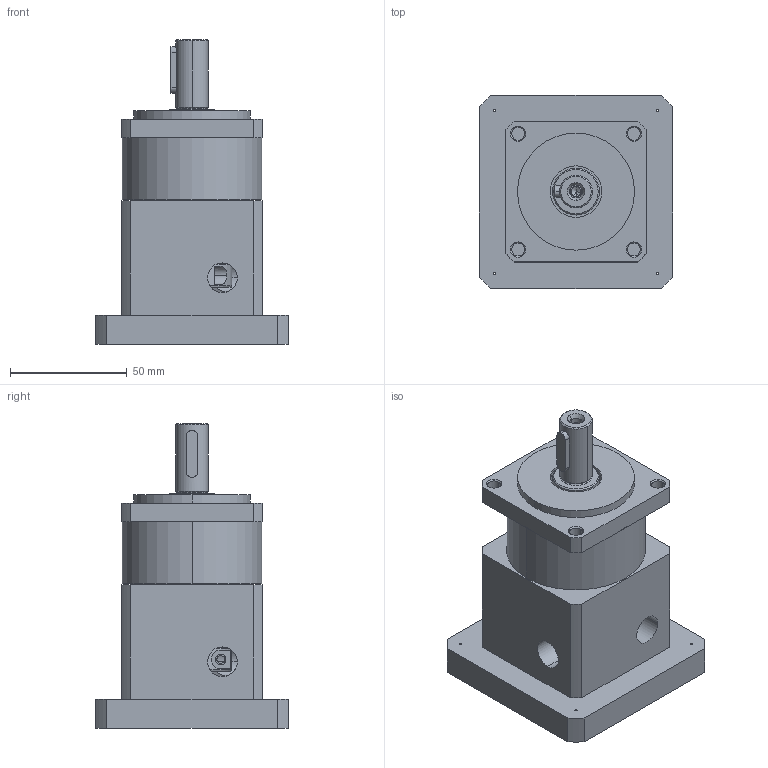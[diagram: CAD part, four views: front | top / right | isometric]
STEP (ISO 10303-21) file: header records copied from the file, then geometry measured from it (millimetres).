
FILE_DESCRIPTION(('HOOPS Exchange Step'),'2;1');
FILE_NAME('export-EFE1AE88-A8B9-4A9E-A05C-D72ACF553F81.stp','2022-08-08T16:45:04+02:00',('User'),('Alibre'),'HOOPS Exchange 2021.0','Alibre','Unknown authorisation');
FILE_SCHEMA( ('AP242_MANAGED_MODEL_BASED_3D_ENGINEERING_MIM_LF {1 0 10303 442 1 1 4 }') );
Length unit declared in the file: millimetre
Products named in the file (9): 3988 DCNC-PG-F60 I=5 Planetary Gearbox (60x60mm  NEMA34) 06; 3988 DCNC-PG-F60 I=5 Planetary Gearbox (60x60mm  NEMA34) 07; 3988 DCNC-PG-F60 I=5 Planetary Gearbox (60x60mm  NEMA34) 02; 3988 DCNC-PG-F60 I=5 Planetary Gearbox (60x60mm  NEMA34) 05; 3988 DCNC-PG-F60 I=5 Planetary Gearbox (60x60mm  NEMA34) 03; 3988 DCNC-PG-F60 I=5 Planetary Gearbox (60x60mm  NEMA34) 04; 3988 DCNC-PG-F60 I=5 Planetary Gearbox (60x60mm  NEMA34) 01; DIN 912 metric bolts M5x12; 3988 DCNC-PG-F60 I=5 Planetary Gearbox (60x60mm  NEMA34)
Assembly tree (11 placements, depth 2):
  3988 DCNC-PG-F60 I=5 Planetary Gearbox (60x60mm  NEMA34)
    3988 DCNC-PG-F60 I=5 Planetary Gearbox (60x60mm  NEMA34) 06
    3988 DCNC-PG-F60 I=5 Planetary Gearbox (60x60mm  NEMA34) 07
    3988 DCNC-PG-F60 I=5 Planetary Gearbox (60x60mm  NEMA34) 02
    3988 DCNC-PG-F60 I=5 Planetary Gearbox (60x60mm  NEMA34) 05
    3988 DCNC-PG-F60 I=5 Planetary Gearbox (60x60mm  NEMA34) 03
    3988 DCNC-PG-F60 I=5 Planetary Gearbox (60x60mm  NEMA34) 04
    3988 DCNC-PG-F60 I=5 Planetary Gearbox (60x60mm  NEMA34) 01
    DIN 912 metric bolts M5x12  x4
Bounding box: 82.5 x 82.5 x 130.35 mm (x, y, z)
Volume: 242334.8 mm3; surface area: 86890.9 mm2
Topology: 11 solids, 11 shells, 596 faces, 1419 edges, 862 vertices
Faces by surface type: cylinder 234, plane 141, cone 121, torus 100
Full cylindrical faces by diameter (mm): 4.2 x4
Entity records: 16700 total; most frequent: CARTESIAN_POINT 3439, DIRECTION 3090, ORIENTED_EDGE 2472, AXIS2_PLACEMENT_3D 1322, EDGE_CURVE 1236, VERTEX_POINT 778, CIRCLE 760, EDGE_LOOP 650
